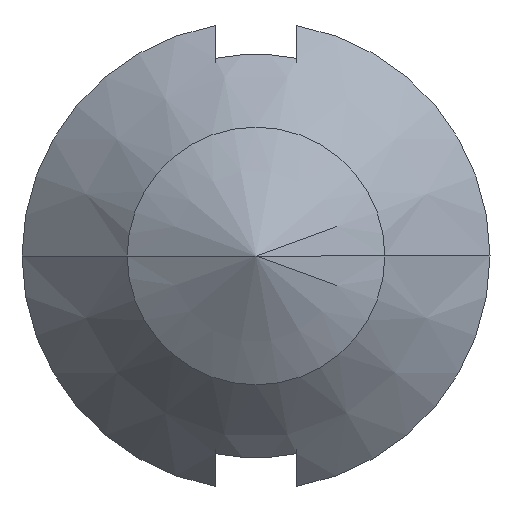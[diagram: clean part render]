
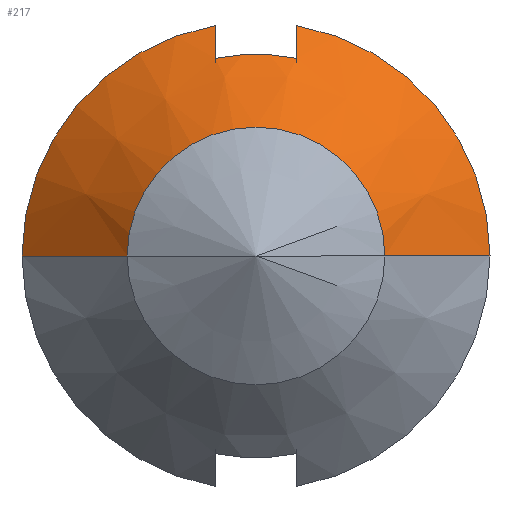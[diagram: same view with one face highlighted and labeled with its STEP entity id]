
A CAD part, front view. The second image highlights one B-rep face of the part: STEP entity #217.
In plain terms, the highlighted conical face has half-angle 45 degrees and reference radius 5.45 mm.
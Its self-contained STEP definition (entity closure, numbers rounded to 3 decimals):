
#3 = AXIS2_PLACEMENT_3D ( 'NONE', #200, #327, #121 ) ;
#7 = ORIENTED_EDGE ( 'NONE', *, *, #248, .F. ) ;
#8 = CARTESIAN_POINT ( 'NONE',  ( -0.95, 21.4, 4.603 ) ) ;
#17 = CARTESIAN_POINT ( 'NONE',  ( 0.95, 21.4, 4.603 ) ) ;
#22 = CARTESIAN_POINT ( 'NONE',  ( -5.45, 22.15, 0. ) ) ;
#36 = CARTESIAN_POINT ( 'NONE',  ( 0., 21.4, 0. ) ) ;
#43 = CARTESIAN_POINT ( 'NONE',  ( -0.95, 21.9, 5.112 ) ) ;
#45 = CARTESIAN_POINT ( 'NONE',  ( 5.45, 22.15, 0. ) ) ;
#55 = FACE_OUTER_BOUND ( 'NONE', #97, .T. ) ;
#65 = DIRECTION ( 'NONE',  ( 0., 1., 0. ) ) ;
#74 = CARTESIAN_POINT ( 'NONE',  ( -5.45, 22.15, 0. ) ) ;
#79 = CARTESIAN_POINT ( 'NONE',  ( 5.45, 22.15, 0. ) ) ;
#80 = VERTEX_POINT ( 'NONE', #189 ) ;
#82 = CARTESIAN_POINT ( 'NONE',  ( 0., 19.7, 0. ) ) ;
#87 = CARTESIAN_POINT ( 'NONE',  ( 3., 19.7, 0. ) ) ;
#88 = DIRECTION ( 'NONE',  ( 0., 1., 0. ) ) ;
#92 = EDGE_CURVE ( 'NONE', #286, #134, #341, .T. ) ;
#96 = B_SPLINE_CURVE_WITH_KNOTS ( 'NONE', 3,
 ( #252, #43, #383, #8 ),
 .UNSPECIFIED., .F., .F.,
 ( 4, 4 ),
 ( 0., 0.001 ),
 .UNSPECIFIED. ) ;
#97 = EDGE_LOOP ( 'NONE', ( #337, #397, #7, #310, #361, #177, #138, #414 ) ) ;
#106 = EDGE_CURVE ( 'NONE', #173, #339, #120, .T. ) ;
#107 = CIRCLE ( 'NONE', #353, 5.45 ) ;
#111 = DIRECTION ( 'NONE',  ( 0., 1., 0. ) ) ;
#120 = B_SPLINE_CURVE_WITH_KNOTS ( 'NONE', 3,
 ( #17, #279, #307, #151 ),
 .UNSPECIFIED., .F., .F.,
 ( 4, 4 ),
 ( 0.013, 0.014 ),
 .UNSPECIFIED. ) ;
#121 = DIRECTION ( 'NONE',  ( -1., 0., 0. ) ) ;
#126 = CARTESIAN_POINT ( 'NONE',  ( 0.95, 21.4, 4.603 ) ) ;
#128 = EDGE_CURVE ( 'NONE', #80, #139, #96, .T. ) ;
#131 = AXIS2_PLACEMENT_3D ( 'NONE', #36, #65, #167 ) ;
#134 = VERTEX_POINT ( 'NONE', #79 ) ;
#138 = ORIENTED_EDGE ( 'NONE', *, *, #149, .F. ) ;
#139 = VERTEX_POINT ( 'NONE', #317 ) ;
#149 = EDGE_CURVE ( 'NONE', #243, #80, #107, .T. ) ;
#151 = CARTESIAN_POINT ( 'NONE',  ( 0.95, 22.15, 5.367 ) ) ;
#156 = EDGE_CURVE ( 'NONE', #406, #243, #377, .T. ) ;
#165 = CARTESIAN_POINT ( 'NONE',  ( 0.95, 22.15, 5.367 ) ) ;
#167 = DIRECTION ( 'NONE',  ( 0., 0., -1. ) ) ;
#173 = VERTEX_POINT ( 'NONE', #126 ) ;
#177 = ORIENTED_EDGE ( 'NONE', *, *, #128, .F. ) ;
#189 = CARTESIAN_POINT ( 'NONE',  ( -0.95, 22.15, 5.367 ) ) ;
#190 = DIRECTION ( 'NONE',  ( -1., 0., 0. ) ) ;
#197 = CARTESIAN_POINT ( 'NONE',  ( 0., 22.15, 0. ) ) ;
#199 = CIRCLE ( 'NONE', #3, 5.45 ) ;
#200 = CARTESIAN_POINT ( 'NONE',  ( 0., 22.15, 0. ) ) ;
#215 = DIRECTION ( 'NONE',  ( -0.707, 0.707, 0. ) ) ;
#217 = ADVANCED_FACE ( 'NONE', ( #55 ), #267, .T. ) ;
#225 = VECTOR ( 'NONE', #215, 1000. ) ;
#230 = DIRECTION ( 'NONE',  ( -1., 0., 0. ) ) ;
#232 = CIRCLE ( 'NONE', #268, 3. ) ;
#243 = VERTEX_POINT ( 'NONE', #22 ) ;
#247 = DIRECTION ( 'NONE',  ( -1., 0., 0. ) ) ;
#248 = EDGE_CURVE ( 'NONE', #339, #134, #199, .T. ) ;
#252 = CARTESIAN_POINT ( 'NONE',  ( -0.95, 22.15, 5.367 ) ) ;
#267 = CONICAL_SURFACE ( 'NONE', #388, 5.45, 0.785 ) ;
#268 = AXIS2_PLACEMENT_3D ( 'NONE', #82, #289, #190 ) ;
#279 = CARTESIAN_POINT ( 'NONE',  ( 0.95, 21.65, 4.858 ) ) ;
#286 = VERTEX_POINT ( 'NONE', #87 ) ;
#289 = DIRECTION ( 'NONE',  ( 0., 1., 0. ) ) ;
#301 = EDGE_CURVE ( 'NONE', #406, #286, #232, .T. ) ;
#307 = CARTESIAN_POINT ( 'NONE',  ( 0.95, 21.9, 5.112 ) ) ;
#310 = ORIENTED_EDGE ( 'NONE', *, *, #106, .F. ) ;
#312 = DIRECTION ( 'NONE',  ( 0.707, 0.707, 0. ) ) ;
#317 = CARTESIAN_POINT ( 'NONE',  ( -0.95, 21.4, 4.603 ) ) ;
#320 = CIRCLE ( 'NONE', #131, 4.7 ) ;
#327 = DIRECTION ( 'NONE',  ( 0., 1., 0. ) ) ;
#337 = ORIENTED_EDGE ( 'NONE', *, *, #301, .T. ) ;
#339 = VERTEX_POINT ( 'NONE', #165 ) ;
#341 = LINE ( 'NONE', #45, #403 ) ;
#353 = AXIS2_PLACEMENT_3D ( 'NONE', #412, #111, #247 ) ;
#361 = ORIENTED_EDGE ( 'NONE', *, *, #401, .F. ) ;
#377 = LINE ( 'NONE', #74, #225 ) ;
#383 = CARTESIAN_POINT ( 'NONE',  ( -0.95, 21.65, 4.858 ) ) ;
#388 = AXIS2_PLACEMENT_3D ( 'NONE', #197, #88, #230 ) ;
#397 = ORIENTED_EDGE ( 'NONE', *, *, #92, .T. ) ;
#398 = CARTESIAN_POINT ( 'NONE',  ( -3., 19.7, 0. ) ) ;
#401 = EDGE_CURVE ( 'NONE', #139, #173, #320, .T. ) ;
#403 = VECTOR ( 'NONE', #312, 1000. ) ;
#406 = VERTEX_POINT ( 'NONE', #398 ) ;
#412 = CARTESIAN_POINT ( 'NONE',  ( 0., 22.15, 0. ) ) ;
#414 = ORIENTED_EDGE ( 'NONE', *, *, #156, .F. ) ;
